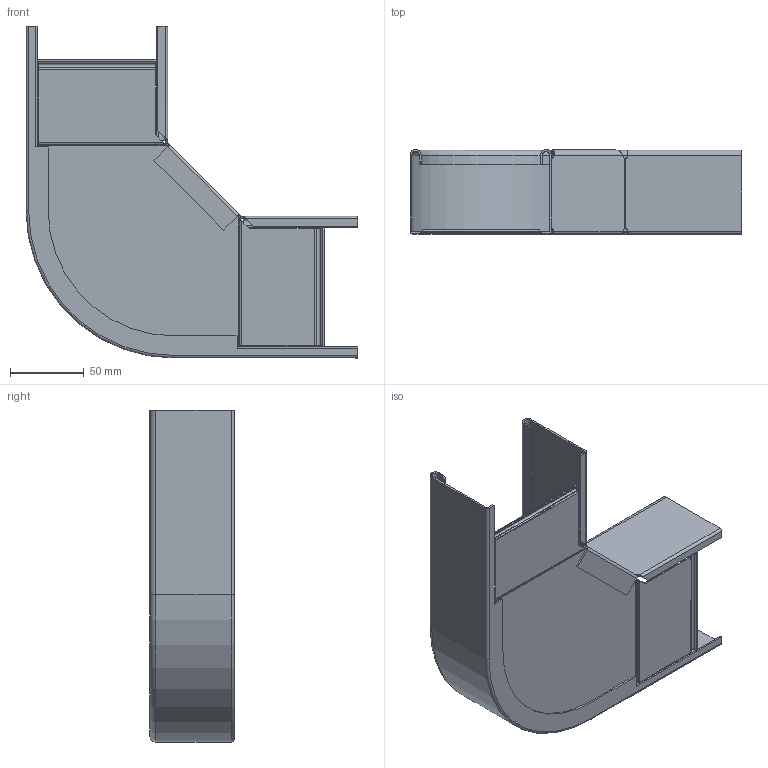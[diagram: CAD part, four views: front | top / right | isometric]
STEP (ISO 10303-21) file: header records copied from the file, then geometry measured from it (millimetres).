
FILE_DESCRIPTION (( 'STEP AP214' ), '1' );
FILE_NAME ('6036620.STEP', '2024-10-21T10:35:09', ( '' ), ( '' ), 'SwSTEP 2.0', 'SolidWorks 2024', '' );
FILE_SCHEMA (( 'AUTOMOTIVE_DESIGN' ));
Length unit declared in the file: millimetre
Products named in the file (4): 167655_60x90°; 6036620; 167733_100; 167734_100
Assembly tree (3 placements, depth 2):
  6036620
    167734_100
    167733_100
    167655_60x90°
Bounding box: 225 x 57 x 225 mm (x, y, z)
Volume: 81161.8 mm3; surface area: 153732.4 mm2
Topology: 3 solids, 3 shells, 188 faces, 422 edges, 240 vertices
Faces by surface type: plane 114, cylinder 58, bspline 12, torus 4
Entity records: 5513 total; most frequent: CARTESIAN_POINT 1332, ORIENTED_EDGE 844, DIRECTION 832, EDGE_CURVE 422, VECTOR 280, LINE 280, AXIS2_PLACEMENT_3D 276, VERTEX_POINT 240
